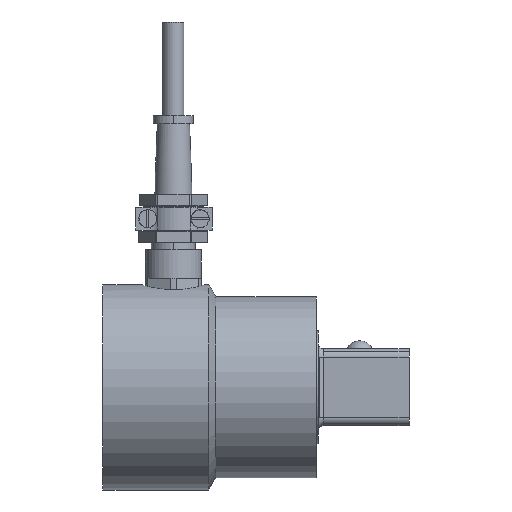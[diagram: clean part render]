
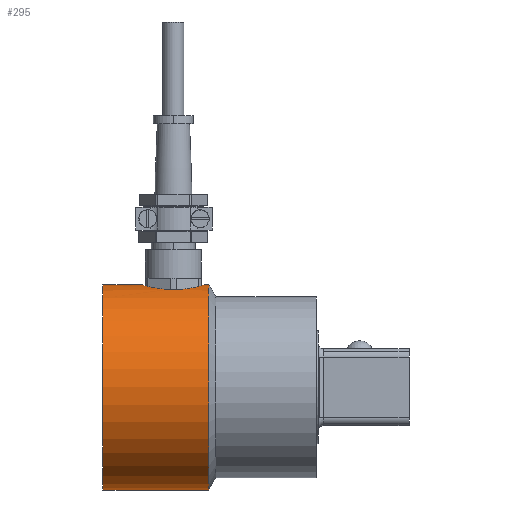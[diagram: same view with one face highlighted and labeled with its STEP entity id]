
A CAD part, left-side view. The second image highlights one B-rep face of the part: STEP entity #295.
In plain terms, the highlighted cylindrical face has radius 25.5 mm (diameter 51 mm), a partial arc.
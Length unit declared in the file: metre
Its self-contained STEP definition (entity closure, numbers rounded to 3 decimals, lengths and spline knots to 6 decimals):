
#295=ADVANCED_FACE('',(#805),#806,.T.);
#805=FACE_OUTER_BOUND('',#1557,.T.);
#806=CYLINDRICAL_SURFACE('',#1558,0.0255);
#1557=EDGE_LOOP('',(#2389,#2390,#2391,#2392,#2393,#2394,#2395));
#1558=AXIS2_PLACEMENT_3D('',#2396,#2397,#2398);
#2389=ORIENTED_EDGE('',*,*,#4565,.F.);
#2390=ORIENTED_EDGE('',*,*,#4566,.T.);
#2391=ORIENTED_EDGE('',*,*,#4567,.F.);
#2392=ORIENTED_EDGE('',*,*,#4568,.T.);
#2393=ORIENTED_EDGE('',*,*,#4569,.T.);
#2394=ORIENTED_EDGE('',*,*,#4570,.F.);
#2395=ORIENTED_EDGE('',*,*,#4571,.T.);
#2396=CARTESIAN_POINT('',(-0.03858,-0.026,-0.00658));
#2397=DIRECTION('',(0.,-1.0,0.));
#2398=DIRECTION('',(0.,0.,-1.0));
#4565=EDGE_CURVE('',#5498,#5499,#5500,.T.);
#4566=EDGE_CURVE('0:6044',#5498,#5501,#5502,.T.);
#4567=EDGE_CURVE('',#5503,#5501,#5504,.T.);
#4568=EDGE_CURVE('',#5503,#5505,#5506,.F.);
#4569=EDGE_CURVE('',#5505,#5507,#5508,.F.);
#4570=EDGE_CURVE('',#5509,#5507,#5510,.T.);
#4571=EDGE_CURVE('0:6158',#5509,#5499,#5511,.T.);
#5498=VERTEX_POINT('',#6825);
#5499=VERTEX_POINT('',#6826);
#5500=LINE('',#6827,#6828);
#5501=VERTEX_POINT('',#6829);
#5502=CIRCLE('',#6830,0.0255);
#5503=VERTEX_POINT('',#6831);
#5504=LINE('',#6832,#6833);
#5505=VERTEX_POINT('',#6834);
#5506=B_SPLINE_CURVE_WITH_KNOTS('',3,(#6835,#6836,#6837,#6838,#6839,#6840,#6841,#6842,#6843,#6844),.UNSPECIFIED.,.F.,.F.,(4,2,2,2,4),(0.0,0.003036,0.006073,0.009108,0.012143),.UNSPECIFIED.);
#5507=VERTEX_POINT('',#6845);
#5508=B_SPLINE_CURVE_WITH_KNOTS('',3,(#6846,#6847,#6848,#6849,#6850,#6851,#6852,#6853,#6854,#6855),.UNSPECIFIED.,.F.,.F.,(4,2,2,2,4),(-0.012143,-0.009108,-0.006073,-0.003036,0.0),.UNSPECIFIED.);
#5509=VERTEX_POINT('',#6856);
#5510=LINE('',#6857,#6858);
#5511=CIRCLE('',#6859,0.0255);
#6825=CARTESIAN_POINT('',(-0.03858,0.011732,-0.03208));
#6826=CARTESIAN_POINT('',(-0.03858,0.038,-0.03208));
#6827=CARTESIAN_POINT('',(-0.03858,0.024866,-0.03208));
#6828=VECTOR('',#8734,1.0);
#6829=CARTESIAN_POINT('',(-0.03858,0.011732,0.01892));
#6830=AXIS2_PLACEMENT_3D('',#8735,#8736,#8737);
#6831=CARTESIAN_POINT('',(-0.03858,0.0125,0.01892));
#6832=CARTESIAN_POINT('',(-0.03858,0.024866,0.01892));
#6833=VECTOR('',#8738,1.0);
#6834=CARTESIAN_POINT('',(-0.04658,0.0205,0.017633));
#6835=CARTESIAN_POINT('',(-0.04658,0.0205,0.017633));
#6836=CARTESIAN_POINT('',(-0.04658,0.019488,0.017633));
#6837=CARTESIAN_POINT('',(-0.046376,0.018413,0.017703));
#6838=CARTESIAN_POINT('',(-0.045558,0.016445,0.01795));
#6839=CARTESIAN_POINT('',(-0.044943,0.01555,0.018124));
#6840=CARTESIAN_POINT('',(-0.043531,0.014137,0.018445));
#6841=CARTESIAN_POINT('',(-0.042635,0.013522,0.018615));
#6842=CARTESIAN_POINT('',(-0.040666,0.012704,0.018854));
#6843=CARTESIAN_POINT('',(-0.039592,0.0125,0.01892));
#6844=CARTESIAN_POINT('',(-0.03858,0.0125,0.01892));
#6845=CARTESIAN_POINT('',(-0.03858,0.0285,0.01892));
#6846=CARTESIAN_POINT('',(-0.03858,0.0285,0.01892));
#6847=CARTESIAN_POINT('',(-0.039592,0.0285,0.01892));
#6848=CARTESIAN_POINT('',(-0.040666,0.028296,0.018854));
#6849=CARTESIAN_POINT('',(-0.042635,0.027478,0.018615));
#6850=CARTESIAN_POINT('',(-0.043531,0.026863,0.018445));
#6851=CARTESIAN_POINT('',(-0.044943,0.02545,0.018124));
#6852=CARTESIAN_POINT('',(-0.045558,0.024555,0.01795));
#6853=CARTESIAN_POINT('',(-0.046376,0.022587,0.017703));
#6854=CARTESIAN_POINT('',(-0.04658,0.021512,0.017633));
#6855=CARTESIAN_POINT('',(-0.04658,0.0205,0.017633));
#6856=CARTESIAN_POINT('',(-0.03858,0.038,0.01892));
#6857=CARTESIAN_POINT('',(-0.03858,0.024866,0.01892));
#6858=VECTOR('',#8739,1.0);
#6859=AXIS2_PLACEMENT_3D('',#8740,#8741,#8742);
#8734=DIRECTION('',(0.,1.0,0.));
#8735=CARTESIAN_POINT('',(-0.03858,0.011732,-0.00658));
#8736=DIRECTION('',(0.,1.0,0.));
#8737=DIRECTION('',(0.,0.,-1.0));
#8738=DIRECTION('',(0.,-1.0,0.));
#8739=DIRECTION('',(0.,-1.0,0.));
#8740=CARTESIAN_POINT('',(-0.03858,0.038,-0.00658));
#8741=DIRECTION('',(0.,-1.0,0.));
#8742=DIRECTION('',(0.,0.,-1.0));
